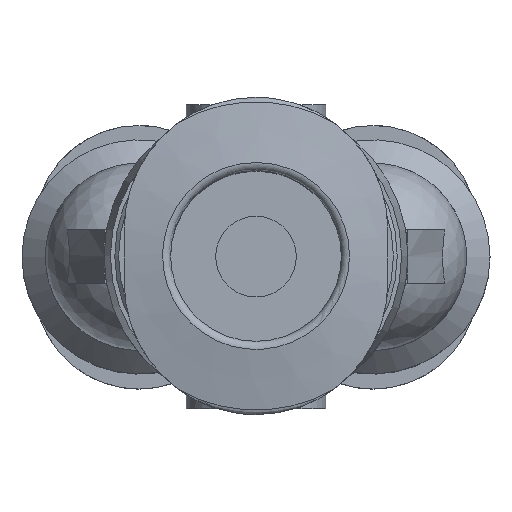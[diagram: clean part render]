
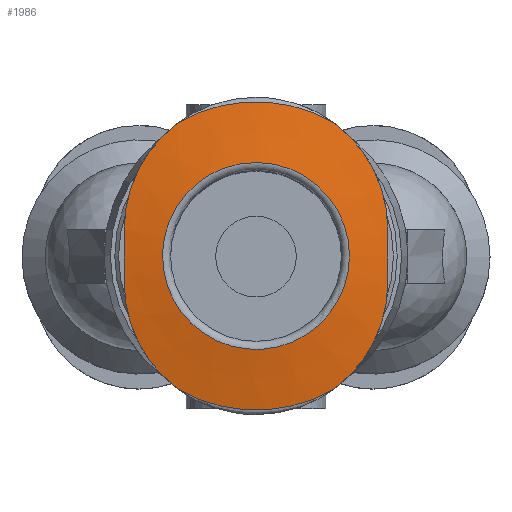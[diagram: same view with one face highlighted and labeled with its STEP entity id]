
A CAD part, top view. The second image highlights one B-rep face of the part: STEP entity #1986.
In plain terms, the highlighted conical face has half-angle 80 degrees and reference radius 5.735 mm.
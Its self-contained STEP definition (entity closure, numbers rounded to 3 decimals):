
#42=CONICAL_SURFACE('',#2151,5.735,1.396);
#107=B_SPLINE_CURVE_WITH_KNOTS('',3,(#2969,#2970,#2971,#2972),
 .UNSPECIFIED.,.F.,.F.,(4,4),(0.,0.005),
 .UNSPECIFIED.);
#108=B_SPLINE_CURVE_WITH_KNOTS('',3,(#2978,#2979,#2980,#2981),
 .UNSPECIFIED.,.F.,.F.,(4,4),(0.,0.005),
 .UNSPECIFIED.);
#111=B_SPLINE_CURVE_WITH_KNOTS('',3,(#2993,#2994,#2995,#2996),
 .UNSPECIFIED.,.F.,.F.,(4,4),(0.002,0.004),
 .UNSPECIFIED.);
#112=B_SPLINE_CURVE_WITH_KNOTS('',3,(#3000,#3001,#3002,#3003),
 .UNSPECIFIED.,.F.,.F.,(4,4),(0.,0.005),
 .UNSPECIFIED.);
#113=B_SPLINE_CURVE_WITH_KNOTS('',3,(#3007,#3008,#3009,#3010),
 .UNSPECIFIED.,.F.,.F.,(4,4),(0.,0.005),
 .UNSPECIFIED.);
#116=B_SPLINE_CURVE_WITH_KNOTS('',3,(#3022,#3023,#3024,#3025),
 .UNSPECIFIED.,.F.,.F.,(4,4),(0.002,0.004),
 .UNSPECIFIED.);
#472=ORIENTED_EDGE('',*,*,#717,.F.);
#473=ORIENTED_EDGE('',*,*,#699,.F.);
#474=ORIENTED_EDGE('',*,*,#718,.T.);
#475=ORIENTED_EDGE('',*,*,#702,.F.);
#476=ORIENTED_EDGE('',*,*,#712,.F.);
#477=ORIENTED_EDGE('',*,*,#707,.F.);
#478=ORIENTED_EDGE('',*,*,#719,.T.);
#479=ORIENTED_EDGE('',*,*,#709,.F.);
#480=ORIENTED_EDGE('',*,*,#705,.F.);
#699=EDGE_CURVE('',#852,#853,#107,.T.);
#702=EDGE_CURVE('',#854,#855,#108,.T.);
#705=EDGE_CURVE('',#853,#857,#111,.T.);
#707=EDGE_CURVE('',#858,#859,#112,.T.);
#709=EDGE_CURVE('',#857,#860,#113,.T.);
#712=EDGE_CURVE('',#859,#854,#116,.T.);
#717=EDGE_CURVE('',#866,#866,#965,.T.);
#718=EDGE_CURVE('',#852,#855,#966,.T.);
#719=EDGE_CURVE('',#858,#860,#967,.T.);
#852=VERTEX_POINT('',#2973);
#853=VERTEX_POINT('',#2974);
#854=VERTEX_POINT('',#2977);
#855=VERTEX_POINT('',#2982);
#857=VERTEX_POINT('',#2997);
#858=VERTEX_POINT('',#3004);
#859=VERTEX_POINT('',#3005);
#860=VERTEX_POINT('',#3011);
#866=VERTEX_POINT('',#3040);
#965=CIRCLE('',#2150,3.475);
#966=CIRCLE('',#2152,5.735);
#967=CIRCLE('',#2153,5.735);
#1078=EDGE_LOOP('',(#472));
#1079=EDGE_LOOP('',(#473,#474,#475,#476,#477,#478,#479,#480));
#1212=FACE_BOUND('',#1078,.T.);
#1213=FACE_BOUND('',#1079,.T.);
#1986=ADVANCED_FACE('',(#1212,#1213),#42,.T.);
#2150=AXIS2_PLACEMENT_3D('',#3039,#2488,#2489);
#2151=AXIS2_PLACEMENT_3D('',#3041,#2490,#2491);
#2152=AXIS2_PLACEMENT_3D('',#3042,#2492,#2493);
#2153=AXIS2_PLACEMENT_3D('',#3043,#2494,#2495);
#2488=DIRECTION('',(0.,0.,1.));
#2489=DIRECTION('',(1.,0.,0.));
#2490=DIRECTION('',(0.,0.,-1.));
#2491=DIRECTION('',(-1.,0.,0.));
#2492=DIRECTION('',(0.,0.,1.));
#2493=DIRECTION('',(1.,0.,0.));
#2494=DIRECTION('',(0.,0.,1.));
#2495=DIRECTION('',(1.,0.,0.));
#2969=CARTESIAN_POINT('',(2.915,4.939,29.402));
#2970=CARTESIAN_POINT('',(4.151,4.024,29.43));
#2971=CARTESIAN_POINT('',(4.9,2.537,29.477));
#2972=CARTESIAN_POINT('',(4.9,1.,29.531));
#2973=CARTESIAN_POINT('',(2.915,4.939,29.402));
#2974=CARTESIAN_POINT('',(4.9,1.,29.531));
#2977=CARTESIAN_POINT('',(-4.9,1.,29.531));
#2978=CARTESIAN_POINT('',(-4.9,1.,29.531));
#2979=CARTESIAN_POINT('',(-4.9,2.538,29.477));
#2980=CARTESIAN_POINT('',(-4.151,4.024,29.43));
#2981=CARTESIAN_POINT('',(-2.915,4.939,29.402));
#2982=CARTESIAN_POINT('',(-2.915,4.939,29.402));
#2993=CARTESIAN_POINT('',(4.9,1.,29.531));
#2994=CARTESIAN_POINT('',(4.9,0.333,29.554));
#2995=CARTESIAN_POINT('',(4.9,-0.333,29.554));
#2996=CARTESIAN_POINT('',(4.9,-1.,29.531));
#2997=CARTESIAN_POINT('',(4.9,-1.,29.531));
#3000=CARTESIAN_POINT('',(-2.915,-4.939,29.402));
#3001=CARTESIAN_POINT('',(-4.151,-4.024,29.43));
#3002=CARTESIAN_POINT('',(-4.9,-2.537,29.477));
#3003=CARTESIAN_POINT('',(-4.9,-1.,29.531));
#3004=CARTESIAN_POINT('',(-2.915,-4.939,29.402));
#3005=CARTESIAN_POINT('',(-4.9,-1.,29.531));
#3007=CARTESIAN_POINT('',(4.9,-1.,29.531));
#3008=CARTESIAN_POINT('',(4.9,-2.538,29.477));
#3009=CARTESIAN_POINT('',(4.151,-4.024,29.43));
#3010=CARTESIAN_POINT('',(2.915,-4.939,29.402));
#3011=CARTESIAN_POINT('',(2.915,-4.939,29.402));
#3022=CARTESIAN_POINT('',(-4.9,-1.,29.531));
#3023=CARTESIAN_POINT('',(-4.9,-0.333,29.554));
#3024=CARTESIAN_POINT('',(-4.9,0.333,29.554));
#3025=CARTESIAN_POINT('',(-4.9,1.,29.531));
#3039=CARTESIAN_POINT('',(0.,0.,29.8));
#3040=CARTESIAN_POINT('',(3.475,0.,29.8));
#3041=CARTESIAN_POINT('',(0.,0.,29.402));
#3042=CARTESIAN_POINT('',(0.,0.,29.402));
#3043=CARTESIAN_POINT('',(0.,0.,29.402));
